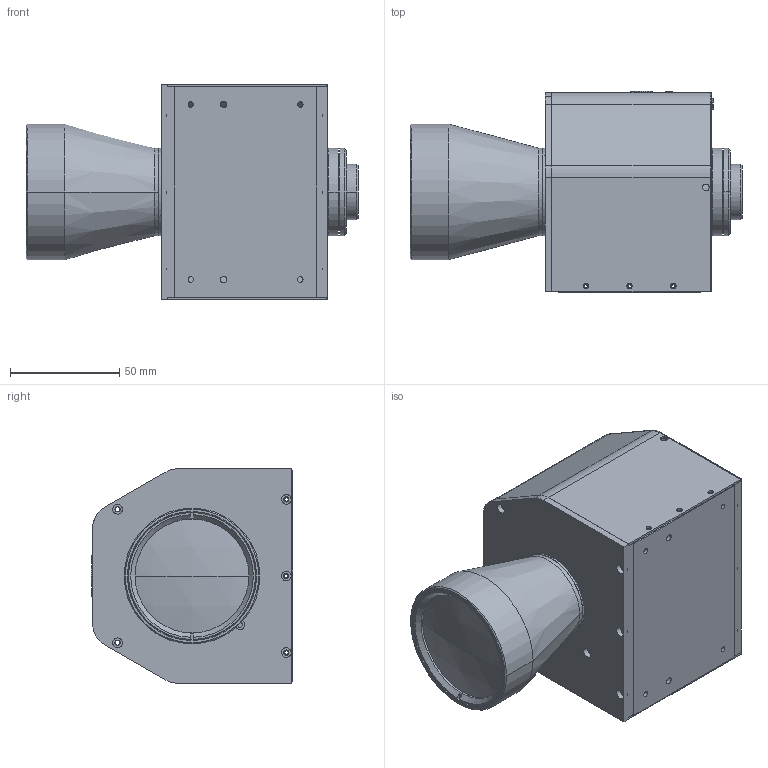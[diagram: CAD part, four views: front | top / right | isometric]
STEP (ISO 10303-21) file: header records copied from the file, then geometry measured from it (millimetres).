
FILE_DESCRIPTION (( 'STEP AP214' ), '1' );
FILE_NAME ('MCZR033.STEP', '2015-03-20T09:01:29', ( '' ), ( '' ), 'SwSTEP 2.0', 'SolidWorks 2013', '' );
FILE_SCHEMA (( 'AUTOMOTIVE_DESIGN' ));
Length unit declared in the file: millimetre
Products named in the file (1): MCZR033
Bounding box: 151.72 x 92.2 x 98 mm (x, y, z)
Surface area: 71830.2 mm2 (no closed solid volume)
Topology: 0 solids, 21 shells, 308 faces, 1223 edges, 945 vertices
Faces by surface type: plane 148, cylinder 140, cone 17, sphere 2, bspline 1
Entity records: 16562 total; most frequent: CARTESIAN_POINT 2830, DIRECTION 2177, ORIENTED_EDGE 1822, EDGE_CURVE 1223, VERTEX_POINT 945, LINE 753, VECTOR 753, AXIS2_PLACEMENT_3D 712
